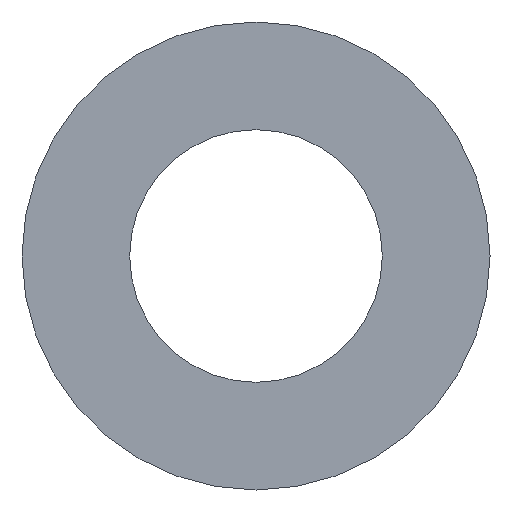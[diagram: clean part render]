
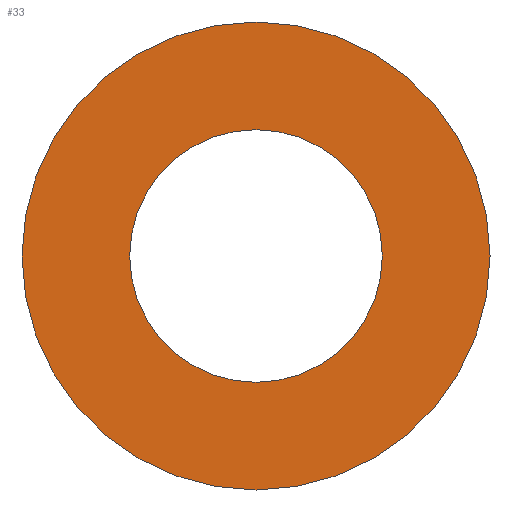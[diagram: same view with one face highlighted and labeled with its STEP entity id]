
A CAD part, left-side view. The second image highlights one B-rep face of the part: STEP entity #33.
In plain terms, the highlighted planar face has unit normal (-1, 0, 0).
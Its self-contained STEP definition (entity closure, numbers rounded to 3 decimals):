
#7 = CIRCLE ( 'NONE', #142, 3.429 ) ;
#19 = DIRECTION ( 'NONE',  ( 0., 0., -1. ) ) ;
#20 = CARTESIAN_POINT ( 'NONE',  ( -10.839, 0., 6.35 ) ) ;
#21 = AXIS2_PLACEMENT_3D ( 'NONE', #172, #170, #236 ) ;
#22 = CARTESIAN_POINT ( 'NONE',  ( -10.839, 0., 0. ) ) ;
#26 = ORIENTED_EDGE ( 'NONE', *, *, #88, .T. ) ;
#28 = CARTESIAN_POINT ( 'NONE',  ( -10.839, 0., 3.429 ) ) ;
#33 = ADVANCED_FACE ( 'NONE', ( #59, #61 ), #48, .T. ) ;
#48 = PLANE ( 'NONE',  #133 ) ;
#54 = DIRECTION ( 'NONE',  ( -1., 0., 0. ) ) ;
#59 = FACE_BOUND ( 'NONE', #189, .T. ) ;
#61 = FACE_OUTER_BOUND ( 'NONE', #245, .T. ) ;
#62 = VERTEX_POINT ( 'NONE', #28 ) ;
#63 = DIRECTION ( 'NONE',  ( 0., 0., -1. ) ) ;
#64 = DIRECTION ( 'NONE',  ( -1., 0., 0. ) ) ;
#67 = AXIS2_PLACEMENT_3D ( 'NONE', #148, #54, #116 ) ;
#72 = CARTESIAN_POINT ( 'NONE',  ( -10.839, 0., -3.429 ) ) ;
#79 = EDGE_CURVE ( 'NONE', #247, #62, #7, .T. ) ;
#88 = EDGE_CURVE ( 'NONE', #152, #159, #210, .T. ) ;
#103 = CIRCLE ( 'NONE', #21, 3.429 ) ;
#105 = ORIENTED_EDGE ( 'NONE', *, *, #207, .F. ) ;
#107 = CIRCLE ( 'NONE', #67, 6.35 ) ;
#116 = DIRECTION ( 'NONE',  ( 0., 0., -1. ) ) ;
#123 = CARTESIAN_POINT ( 'NONE',  ( -10.839, 0., 0. ) ) ;
#133 = AXIS2_PLACEMENT_3D ( 'NONE', #230, #64, #182 ) ;
#136 = DIRECTION ( 'NONE',  ( -1., 0., 0. ) ) ;
#142 = AXIS2_PLACEMENT_3D ( 'NONE', #22, #181, #63 ) ;
#148 = CARTESIAN_POINT ( 'NONE',  ( -10.839, 0., 0. ) ) ;
#152 = VERTEX_POINT ( 'NONE', #20 ) ;
#159 = VERTEX_POINT ( 'NONE', #191 ) ;
#170 = DIRECTION ( 'NONE',  ( -1., 0., 0. ) ) ;
#172 = CARTESIAN_POINT ( 'NONE',  ( -10.839, 0., 0. ) ) ;
#181 = DIRECTION ( 'NONE',  ( -1., 0., 0. ) ) ;
#182 = DIRECTION ( 'NONE',  ( 0., 0., 1. ) ) ;
#189 = EDGE_LOOP ( 'NONE', ( #218, #105 ) ) ;
#191 = CARTESIAN_POINT ( 'NONE',  ( -10.839, 0., -6.35 ) ) ;
#199 = AXIS2_PLACEMENT_3D ( 'NONE', #123, #136, #19 ) ;
#207 = EDGE_CURVE ( 'NONE', #62, #247, #103, .T. ) ;
#210 = CIRCLE ( 'NONE', #199, 6.35 ) ;
#212 = EDGE_CURVE ( 'NONE', #159, #152, #107, .T. ) ;
#218 = ORIENTED_EDGE ( 'NONE', *, *, #79, .F. ) ;
#230 = CARTESIAN_POINT ( 'NONE',  ( -10.839, -6.426, -6.426 ) ) ;
#236 = DIRECTION ( 'NONE',  ( 0., 0., -1. ) ) ;
#242 = ORIENTED_EDGE ( 'NONE', *, *, #212, .T. ) ;
#245 = EDGE_LOOP ( 'NONE', ( #242, #26 ) ) ;
#247 = VERTEX_POINT ( 'NONE', #72 ) ;
